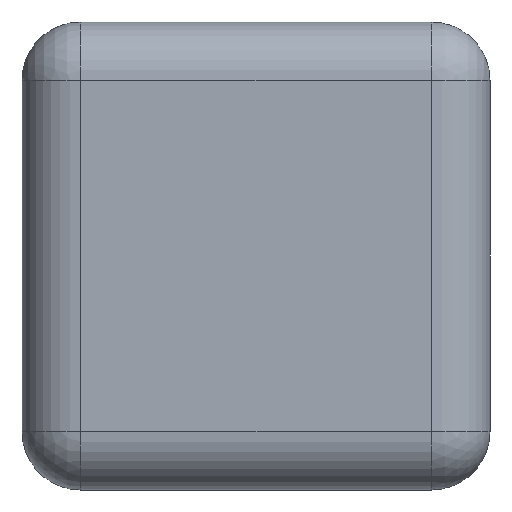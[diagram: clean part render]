
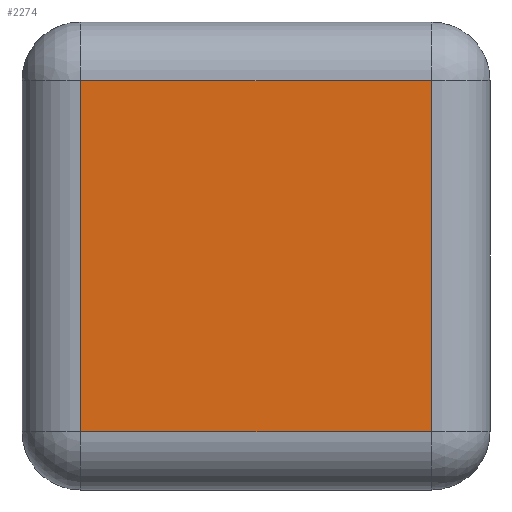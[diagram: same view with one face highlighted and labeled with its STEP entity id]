
A CAD part, left-side view. The second image highlights one B-rep face of the part: STEP entity #2274.
In plain terms, the highlighted planar face has unit normal (-1, 0, 0).
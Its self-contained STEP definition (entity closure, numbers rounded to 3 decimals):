
#22 = VERTEX_POINT ( 'NONE', #97 ) ;
#28 = EDGE_LOOP ( 'NONE', ( #2106, #438, #414, #974 ) ) ;
#86 = FACE_OUTER_BOUND ( 'NONE', #28, .T. ) ;
#97 = CARTESIAN_POINT ( 'NONE',  ( -0.3, 0.3, 0.3 ) ) ;
#197 = VECTOR ( 'NONE', #838, 1000. ) ;
#199 = LINE ( 'NONE', #2025, #251 ) ;
#224 = AXIS2_PLACEMENT_3D ( 'NONE', #465, #298, #1040 ) ;
#251 = VECTOR ( 'NONE', #941, 1000. ) ;
#281 = EDGE_CURVE ( 'NONE', #22, #1447, #1283, .T. ) ;
#298 = DIRECTION ( 'NONE',  ( 1., 0., 0. ) ) ;
#386 = VERTEX_POINT ( 'NONE', #1438 ) ;
#414 = ORIENTED_EDGE ( 'NONE', *, *, #1177, .T. ) ;
#438 = ORIENTED_EDGE ( 'NONE', *, *, #1497, .T. ) ;
#465 = CARTESIAN_POINT ( 'NONE',  ( -0.3, 0., 0. ) ) ;
#696 = CARTESIAN_POINT ( 'NONE',  ( -0.3, 0.3, -0.4 ) ) ;
#745 = DIRECTION ( 'NONE',  ( 0., 1., 0. ) ) ;
#838 = DIRECTION ( 'NONE',  ( 0., 0., 1. ) ) ;
#859 = PLANE ( 'NONE',  #224 ) ;
#925 = CARTESIAN_POINT ( 'NONE',  ( -0.3, 0.4, 0.3 ) ) ;
#941 = DIRECTION ( 'NONE',  ( 0., -1., 0. ) ) ;
#974 = ORIENTED_EDGE ( 'NONE', *, *, #281, .T. ) ;
#1040 = DIRECTION ( 'NONE',  ( 0., 0., -1. ) ) ;
#1177 = EDGE_CURVE ( 'NONE', #386, #22, #1481, .T. ) ;
#1283 = LINE ( 'NONE', #696, #1502 ) ;
#1317 = EDGE_CURVE ( 'NONE', #1447, #2104, #199, .T. ) ;
#1375 = CARTESIAN_POINT ( 'NONE',  ( -0.3, 0.3, -0.3 ) ) ;
#1438 = CARTESIAN_POINT ( 'NONE',  ( -0.3, -0.3, 0.3 ) ) ;
#1447 = VERTEX_POINT ( 'NONE', #1375 ) ;
#1481 = LINE ( 'NONE', #925, #1710 ) ;
#1497 = EDGE_CURVE ( 'NONE', #2104, #386, #1702, .T. ) ;
#1502 = VECTOR ( 'NONE', #1782, 1000. ) ;
#1702 = LINE ( 'NONE', #1919, #197 ) ;
#1710 = VECTOR ( 'NONE', #745, 1000. ) ;
#1782 = DIRECTION ( 'NONE',  ( 0., 0., -1. ) ) ;
#1919 = CARTESIAN_POINT ( 'NONE',  ( -0.3, -0.3, 0.4 ) ) ;
#2025 = CARTESIAN_POINT ( 'NONE',  ( -0.3, -0.4, -0.3 ) ) ;
#2104 = VERTEX_POINT ( 'NONE', #2214 ) ;
#2106 = ORIENTED_EDGE ( 'NONE', *, *, #1317, .T. ) ;
#2214 = CARTESIAN_POINT ( 'NONE',  ( -0.3, -0.3, -0.3 ) ) ;
#2274 = ADVANCED_FACE ( 'NONE', ( #86 ), #859, .F. ) ;
